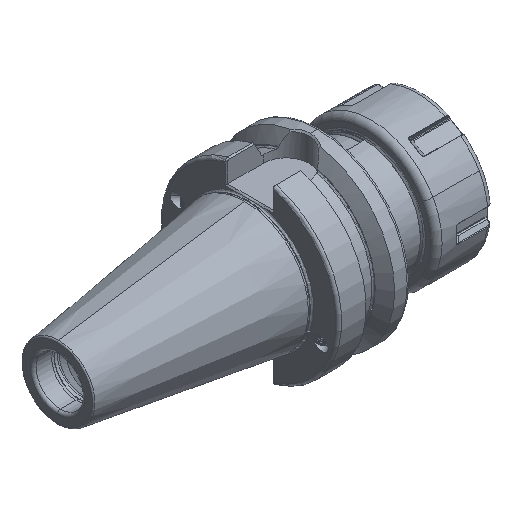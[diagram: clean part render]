
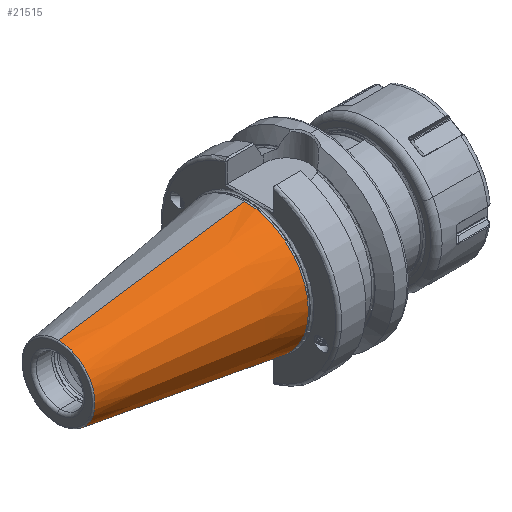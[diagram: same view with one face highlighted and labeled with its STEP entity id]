
A CAD part, isometric view. The second image highlights one B-rep face of the part: STEP entity #21515.
In plain terms, the highlighted conical face has half-angle 8.297 degrees and reference radius 22.298 mm.
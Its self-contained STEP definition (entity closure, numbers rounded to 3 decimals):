
#1539 = EDGE_CURVE ( 'NONE', #23530, #23570, #1753, .T. ) ;
#1572 = EDGE_CURVE ( 'NONE', #23583, #23531, #1790, .T. ) ;
#1753 = LINE ( 'NONE', #17318, #1761 ) ;
#1761 = VECTOR ( 'NONE', #17340, 1000. ) ;
#1790 = LINE ( 'NONE', #17527, #1793 ) ;
#1793 = VECTOR ( 'NONE', #17541, 1000. ) ;
#4955 = ORIENTED_EDGE ( 'NONE', *, *, #5781, .T. ) ;
#4956 = ORIENTED_EDGE ( 'NONE', *, *, #1572, .T. ) ;
#4958 = ORIENTED_EDGE ( 'NONE', *, *, #1539, .F. ) ;
#4972 = ORIENTED_EDGE ( 'NONE', *, *, #5804, .F. ) ;
#5781 = EDGE_CURVE ( 'NONE', #23530, #23583, #24803, .T. ) ;
#5804 = EDGE_CURVE ( 'NONE', #23570, #23531, #24823, .T. ) ;
#7233 = CARTESIAN_POINT ( 'NONE',  ( -66.972, 0., 0. ) ) ;
#7236 = DIRECTION ( 'NONE',  ( 1., 0., 0. ) ) ;
#7245 = DIRECTION ( 'NONE',  ( 0., 0., -1. ) ) ;
#7384 = CARTESIAN_POINT ( 'NONE',  ( -1.5, 0., 0. ) ) ;
#7385 = DIRECTION ( 'NONE',  ( 1., 0., 0. ) ) ;
#7430 = DIRECTION ( 'NONE',  ( 0., 0., -1. ) ) ;
#12463 = EDGE_LOOP ( 'NONE', ( #4958, #4955, #4956, #4972 ) ) ;
#14367 = CARTESIAN_POINT ( 'NONE',  ( -66.972, 0., 12.75 ) ) ;
#14368 = CARTESIAN_POINT ( 'NONE',  ( -1.5, 0., -22.298 ) ) ;
#14402 = CARTESIAN_POINT ( 'NONE',  ( -1.5, 0., 22.298 ) ) ;
#14440 = CARTESIAN_POINT ( 'NONE',  ( -66.972, 0., -12.75 ) ) ;
#15887 = CONICAL_SURFACE ( 'NONE', #25143, 22.298, 0.145 ) ;
#15910 = FACE_OUTER_BOUND ( 'NONE', #12463, .T. ) ;
#17318 = CARTESIAN_POINT ( 'NONE',  ( -1.5, 0., 22.298 ) ) ;
#17340 = DIRECTION ( 'NONE',  ( 0.99, 0., 0.144 ) ) ;
#17527 = CARTESIAN_POINT ( 'NONE',  ( -1.5, 0., -22.298 ) ) ;
#17541 = DIRECTION ( 'NONE',  ( 0.99, 0., -0.144 ) ) ;
#21515 = ADVANCED_FACE ( 'NONE', ( #15910 ), #15887, .T. ) ;
#23530 = VERTEX_POINT ( 'NONE', #14367 ) ;
#23531 = VERTEX_POINT ( 'NONE', #14368 ) ;
#23570 = VERTEX_POINT ( 'NONE', #14402 ) ;
#23583 = VERTEX_POINT ( 'NONE', #14440 ) ;
#24311 = CARTESIAN_POINT ( 'NONE',  ( -1.5, 0., 0. ) ) ;
#24312 = DIRECTION ( 'NONE',  ( 1., 0., 0. ) ) ;
#24316 = DIRECTION ( 'NONE',  ( 0., 0., -1. ) ) ;
#24803 = CIRCLE ( 'NONE', #24909, 12.75 ) ;
#24823 = CIRCLE ( 'NONE', #24932, 22.298 ) ;
#24909 = AXIS2_PLACEMENT_3D ( 'NONE', #7233, #7236, #7245 ) ;
#24932 = AXIS2_PLACEMENT_3D ( 'NONE', #7384, #7385, #7430 ) ;
#25143 = AXIS2_PLACEMENT_3D ( 'NONE', #24311, #24312, #24316 ) ;
